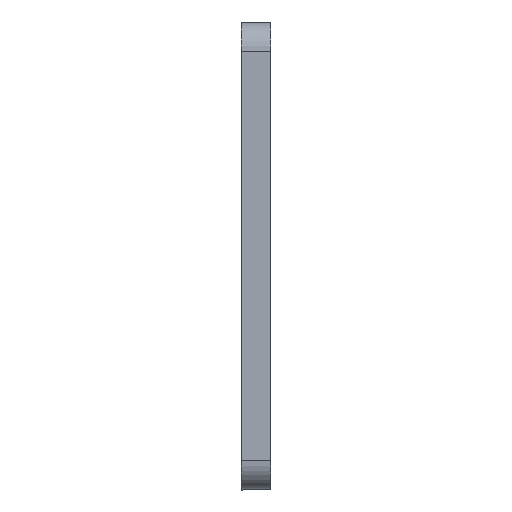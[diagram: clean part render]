
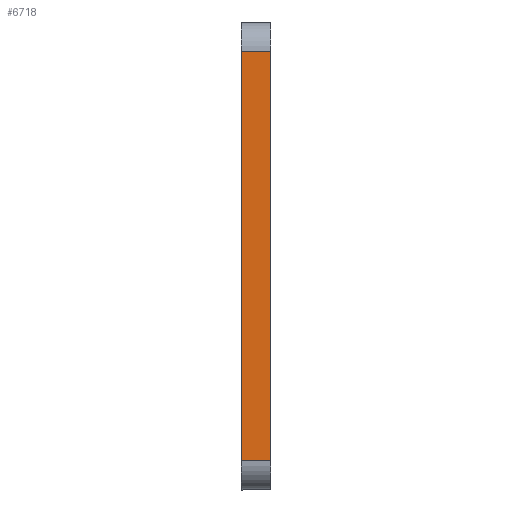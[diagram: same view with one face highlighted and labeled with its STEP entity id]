
A CAD part, left-side view. The second image highlights one B-rep face of the part: STEP entity #6718.
In plain terms, the highlighted planar face has unit normal (-1, 0, 0).
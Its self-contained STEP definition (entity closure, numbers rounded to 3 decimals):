
#1719=FACE_OUTER_BOUND('',#2014,.T.);
#2014=EDGE_LOOP('',(#5811,#5812,#5813,#5814));
#2877=LINE('',#11378,#3186);
#2878=LINE('',#11381,#3187);
#2879=LINE('',#11383,#3188);
#2880=LINE('',#11384,#3189);
#3186=VECTOR('',#9610,10.);
#3187=VECTOR('',#9613,10.);
#3188=VECTOR('',#9614,10.);
#3189=VECTOR('',#9615,10.);
#3772=VERTEX_POINT('',#11374);
#3773=VERTEX_POINT('',#11376);
#3774=VERTEX_POINT('',#11380);
#3775=VERTEX_POINT('',#11382);
#4645=EDGE_CURVE('',#3772,#3773,#2877,.T.);
#4646=EDGE_CURVE('',#3772,#3774,#2878,.T.);
#4647=EDGE_CURVE('',#3775,#3773,#2879,.T.);
#4648=EDGE_CURVE('',#3774,#3775,#2880,.T.);
#5811=ORIENTED_EDGE('',*,*,#4646,.F.);
#5812=ORIENTED_EDGE('',*,*,#4645,.T.);
#5813=ORIENTED_EDGE('',*,*,#4647,.F.);
#5814=ORIENTED_EDGE('',*,*,#4648,.F.);
#6426=PLANE('',#7592);
#6718=ADVANCED_FACE('',(#1719),#6426,.T.);
#7592=AXIS2_PLACEMENT_3D('',#11379,#9611,#9612);
#9610=DIRECTION('',(0.,-1.,0.));
#9611=DIRECTION('center_axis',(-1.,0.,0.));
#9612=DIRECTION('ref_axis',(0.,0.,-1.));
#9613=DIRECTION('',(0.,0.,1.));
#9614=DIRECTION('',(0.,0.,-1.));
#9615=DIRECTION('',(0.,-1.,0.));
#11374=CARTESIAN_POINT('',(-209.994,122.024,124.886));
#11376=CARTESIAN_POINT('',(-209.994,112.024,124.886));
#11378=CARTESIAN_POINT('',(-209.994,122.024,124.886));
#11379=CARTESIAN_POINT('Origin',(-209.994,122.024,264.886));
#11380=CARTESIAN_POINT('',(-209.994,122.024,264.886));
#11381=CARTESIAN_POINT('',(-209.994,122.024,154.886));
#11382=CARTESIAN_POINT('',(-209.994,112.024,264.886));
#11383=CARTESIAN_POINT('',(-209.994,112.024,154.886));
#11384=CARTESIAN_POINT('',(-209.994,122.024,264.886));
